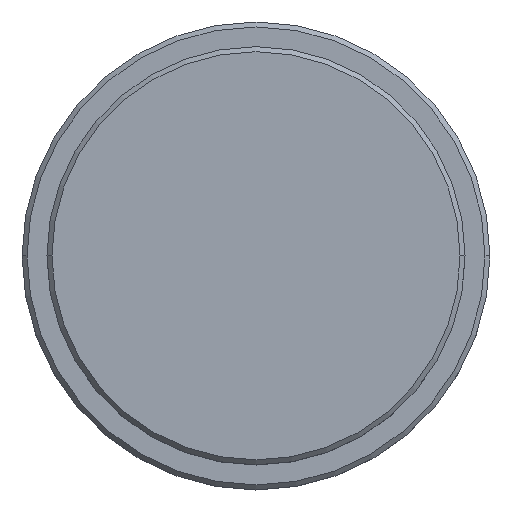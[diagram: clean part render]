
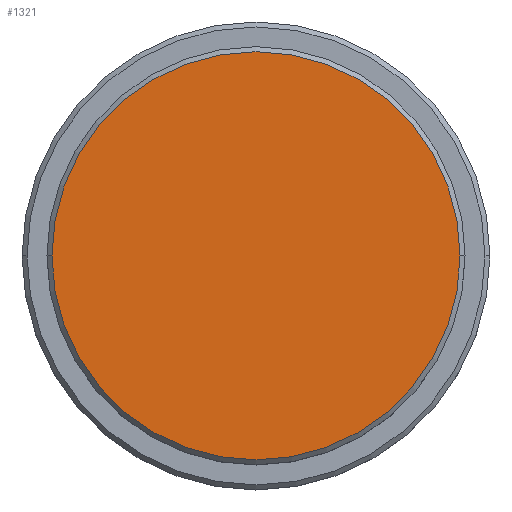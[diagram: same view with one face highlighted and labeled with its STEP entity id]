
A CAD part, top view. The second image highlights one B-rep face of the part: STEP entity #1321.
In plain terms, the highlighted planar face has unit normal (0, 0, 1).
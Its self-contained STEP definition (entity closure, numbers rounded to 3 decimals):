
#70 = DIRECTION ( 'NONE',  ( 0., 0., 1. ) ) ;
#184 = CARTESIAN_POINT ( 'NONE',  ( 20.5, 0., 0. ) ) ;
#243 = AXIS2_PLACEMENT_3D ( 'NONE', #1301, #642, #335 ) ;
#247 = AXIS2_PLACEMENT_3D ( 'NONE', #271, #70, #505 ) ;
#265 = ORIENTED_EDGE ( 'NONE', *, *, #1017, .T. ) ;
#271 = CARTESIAN_POINT ( 'NONE',  ( 0., 0., 0. ) ) ;
#273 = CIRCLE ( 'NONE', #449, 20.5 ) ;
#334 = VERTEX_POINT ( 'NONE', #184 ) ;
#335 = DIRECTION ( 'NONE',  ( 1., 0., 0. ) ) ;
#413 = EDGE_LOOP ( 'NONE', ( #265, #831 ) ) ;
#449 = AXIS2_PLACEMENT_3D ( 'NONE', #900, #1097, #463 ) ;
#460 = VERTEX_POINT ( 'NONE', #1270 ) ;
#463 = DIRECTION ( 'NONE',  ( 1., 0., 0. ) ) ;
#505 = DIRECTION ( 'NONE',  ( 1., 0., 0. ) ) ;
#609 = FACE_OUTER_BOUND ( 'NONE', #413, .T. ) ;
#611 = CIRCLE ( 'NONE', #243, 20.5 ) ;
#642 = DIRECTION ( 'NONE',  ( 0., 0., 1. ) ) ;
#831 = ORIENTED_EDGE ( 'NONE', *, *, #1099, .T. ) ;
#900 = CARTESIAN_POINT ( 'NONE',  ( 0., 0., 0. ) ) ;
#1017 = EDGE_CURVE ( 'NONE', #460, #334, #611, .T. ) ;
#1038 = PLANE ( 'NONE',  #247 ) ;
#1097 = DIRECTION ( 'NONE',  ( 0., 0., 1. ) ) ;
#1099 = EDGE_CURVE ( 'NONE', #334, #460, #273, .T. ) ;
#1270 = CARTESIAN_POINT ( 'NONE',  ( -20.5, 0., 0. ) ) ;
#1301 = CARTESIAN_POINT ( 'NONE',  ( 0., 0., 0. ) ) ;
#1321 = ADVANCED_FACE ( 'NONE', ( #609 ), #1038, .T. ) ;
